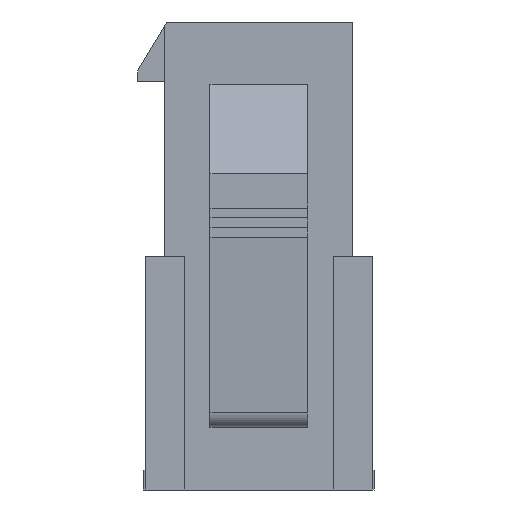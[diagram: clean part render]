
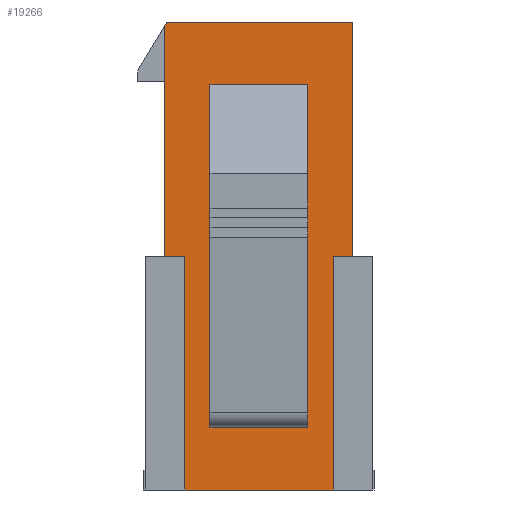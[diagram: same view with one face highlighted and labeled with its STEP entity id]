
A CAD part, left-side view. The second image highlights one B-rep face of the part: STEP entity #19266.
In plain terms, the highlighted planar face has unit normal (-1, 0, 0).
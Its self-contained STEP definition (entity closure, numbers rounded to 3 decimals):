
#1063=ORIENTED_EDGE('',*,*,#6762,.F.);
#1064=ORIENTED_EDGE('',*,*,#6763,.T.);
#1065=ORIENTED_EDGE('',*,*,#6764,.T.);
#1066=ORIENTED_EDGE('',*,*,#6765,.F.);
#1067=ORIENTED_EDGE('',*,*,#5894,.T.);
#1068=ORIENTED_EDGE('',*,*,#6766,.T.);
#1069=ORIENTED_EDGE('',*,*,#5905,.T.);
#1070=ORIENTED_EDGE('',*,*,#6767,.T.);
#1071=ORIENTED_EDGE('',*,*,#6768,.T.);
#1072=ORIENTED_EDGE('',*,*,#5978,.T.);
#1073=ORIENTED_EDGE('',*,*,#6769,.F.);
#1074=ORIENTED_EDGE('',*,*,#6770,.T.);
#1075=ORIENTED_EDGE('',*,*,#5763,.T.);
#5763=EDGE_CURVE('',#8619,#8618,#10484,.T.);
#5894=EDGE_CURVE('',#8618,#8746,#10615,.T.);
#5905=EDGE_CURVE('',#8756,#8755,#10626,.T.);
#5978=EDGE_CURVE('',#8827,#8826,#10699,.T.);
#6762=EDGE_CURVE('',#9607,#9608,#11483,.T.);
#6763=EDGE_CURVE('',#9607,#9609,#11484,.T.);
#6764=EDGE_CURVE('',#9609,#9610,#11485,.T.);
#6765=EDGE_CURVE('',#9608,#9610,#11486,.T.);
#6766=EDGE_CURVE('',#8746,#8756,#11487,.F.);
#6767=EDGE_CURVE('',#8755,#9611,#11488,.T.);
#6768=EDGE_CURVE('',#9611,#8827,#11489,.T.);
#6769=EDGE_CURVE('',#9612,#8826,#11490,.T.);
#6770=EDGE_CURVE('',#9612,#8619,#11491,.T.);
#8618=VERTEX_POINT('',#26095);
#8619=VERTEX_POINT('',#26097);
#8746=VERTEX_POINT('',#26355);
#8755=VERTEX_POINT('',#26378);
#8756=VERTEX_POINT('',#26380);
#8826=VERTEX_POINT('',#26527);
#8827=VERTEX_POINT('',#26529);
#9607=VERTEX_POINT('',#28146);
#9608=VERTEX_POINT('',#28147);
#9609=VERTEX_POINT('',#28149);
#9610=VERTEX_POINT('',#28151);
#9611=VERTEX_POINT('',#28155);
#9612=VERTEX_POINT('',#28158);
#10484=LINE('',#26096,#13323);
#10615=LINE('',#26356,#13454);
#10626=LINE('',#26379,#13465);
#10699=LINE('',#26528,#13538);
#11483=LINE('',#28145,#14322);
#11484=LINE('',#28148,#14323);
#11485=LINE('',#28150,#14324);
#11486=LINE('',#28152,#14325);
#11487=LINE('',#28153,#14326);
#11488=LINE('',#28154,#14327);
#11489=LINE('',#28156,#14328);
#11490=LINE('',#28157,#14329);
#11491=LINE('',#28159,#14330);
#13323=VECTOR('',#21231,1000.);
#13454=VECTOR('',#21364,1000.);
#13465=VECTOR('',#21381,1000.);
#13538=VECTOR('',#21464,1000.);
#14322=VECTOR('',#22354,1000.);
#14323=VECTOR('',#22355,1000.);
#14324=VECTOR('',#22356,1000.);
#14325=VECTOR('',#22357,1000.);
#14326=VECTOR('',#22358,1000.);
#14327=VECTOR('',#22359,1000.);
#14328=VECTOR('',#22360,1000.);
#14329=VECTOR('',#22361,1000.);
#14330=VECTOR('',#22362,1000.);
#16256=EDGE_LOOP('',(#1063,#1064,#1065,#1066));
#16257=EDGE_LOOP('',(#1067,#1068,#1069,#1070,#1071,#1072,#1073,#1074,#1075));
#17287=FACE_BOUND('',#16256,.T.);
#17288=FACE_BOUND('',#16257,.T.);
#18281=PLANE('',#20274);
#19266=ADVANCED_FACE('',(#17287,#17288),#18281,.T.);
#20274=AXIS2_PLACEMENT_3D('',#28144,#22352,#22353);
#21231=DIRECTION('',(0.,0.,1.));
#21364=DIRECTION('',(0.,1.,0.));
#21381=DIRECTION('',(0.,0.,-1.));
#21464=DIRECTION('',(0.,-1.,0.));
#22352=DIRECTION('',(-1.,0.,0.));
#22353=DIRECTION('',(0.,0.,1.));
#22354=DIRECTION('',(0.,0.,1.));
#22355=DIRECTION('',(0.,1.,0.));
#22356=DIRECTION('',(0.,0.,1.));
#22357=DIRECTION('',(0.,1.,0.));
#22358=DIRECTION('',(0.,-0.514,0.857));
#22359=DIRECTION('',(0.,-1.,0.));
#22360=DIRECTION('',(0.,0.,-1.));
#22361=DIRECTION('',(0.,0.,-1.));
#22362=DIRECTION('',(0.,-1.,0.));
#26095=CARTESIAN_POINT('',(-19.55,-4.8,11.95));
#26096=CARTESIAN_POINT('',(-19.55,-4.8,-11.95));
#26097=CARTESIAN_POINT('',(-19.55,-4.8,-0.05));
#26355=CARTESIAN_POINT('',(-19.55,4.7,11.95));
#26356=CARTESIAN_POINT('',(-19.55,-4.8,11.95));
#26378=CARTESIAN_POINT('',(-19.55,4.8,-0.05));
#26379=CARTESIAN_POINT('',(-19.55,4.8,11.95));
#26380=CARTESIAN_POINT('',(-19.55,4.8,11.783));
#26527=CARTESIAN_POINT('',(-19.55,-3.8,-11.95));
#26528=CARTESIAN_POINT('',(-19.55,4.8,-11.95));
#26529=CARTESIAN_POINT('',(-19.55,3.8,-11.95));
#28144=CARTESIAN_POINT('',(-19.55,0.,0.));
#28145=CARTESIAN_POINT('',(-19.55,-2.5,-8.75));
#28146=CARTESIAN_POINT('',(-19.55,-2.5,-8.75));
#28147=CARTESIAN_POINT('',(-19.55,-2.5,-7.35));
#28148=CARTESIAN_POINT('',(-19.55,-2.5,-8.75));
#28149=CARTESIAN_POINT('',(-19.55,2.5,-8.75));
#28150=CARTESIAN_POINT('',(-19.55,2.5,-8.75));
#28151=CARTESIAN_POINT('',(-19.55,2.5,-7.35));
#28152=CARTESIAN_POINT('',(-19.55,-2.5,-7.35));
#28153=CARTESIAN_POINT('',(-19.55,8.728,5.237));
#28154=CARTESIAN_POINT('',(-19.55,4.8,-0.05));
#28155=CARTESIAN_POINT('',(-19.55,3.8,-0.05));
#28156=CARTESIAN_POINT('',(-19.55,3.8,-0.05));
#28157=CARTESIAN_POINT('',(-19.55,-3.8,-0.05));
#28158=CARTESIAN_POINT('',(-19.55,-3.8,-0.05));
#28159=CARTESIAN_POINT('',(-19.55,-3.8,-0.05));
